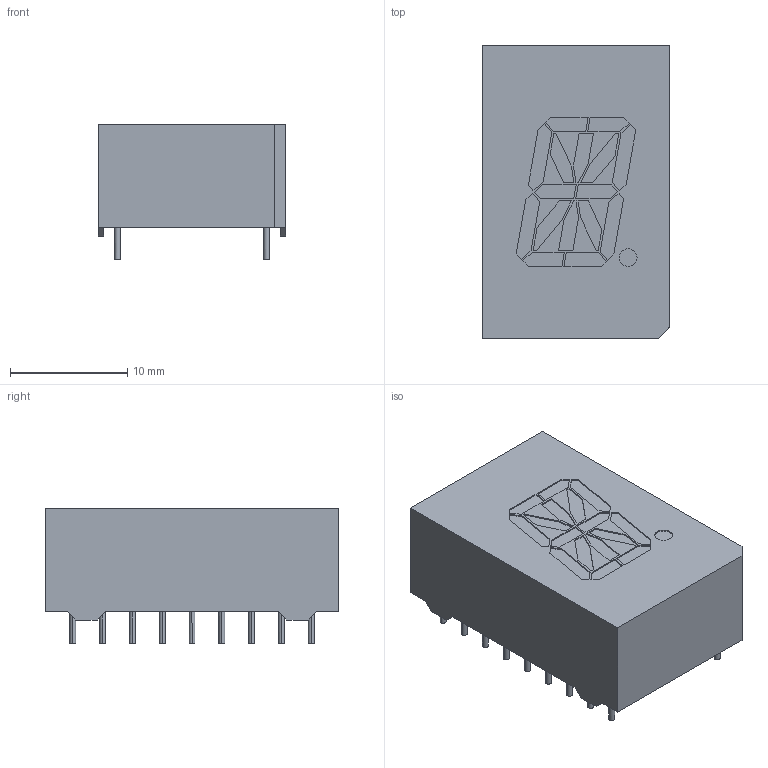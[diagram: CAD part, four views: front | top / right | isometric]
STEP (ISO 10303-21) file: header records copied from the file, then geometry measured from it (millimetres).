
FILE_DESCRIPTION (( 'STEP AP214' ), '1' );
FILE_NAME ('62BD7AFB-E723-459F-9391-9A676ED8A8EA.STEP', '2009-01-20T17:43:57', ( 'sysAdmin' ), ( 'SolidWorks' ), 'SwSTEP 2.0', 'SolidWorks 2009', '' );
FILE_SCHEMA (( 'AUTOMOTIVE_DESIGN' ));
Length unit declared in the file: millimetre
Products named in the file (1): 62BD7AFB-E723-459F-9391-9A676ED8A8EA
Bounding box: 16 x 25 x 11.5 mm (x, y, z)
Volume: 3080.3 mm3; surface area: 1693.9 mm2
Topology: 1 solids, 1 shells, 191 faces, 462 edges, 308 vertices
Faces by surface type: plane 152, cylinder 38, bspline 1
Entity records: 6248 total; most frequent: CARTESIAN_POINT 1468, ORIENTED_EDGE 924, DIRECTION 843, EDGE_CURVE 462, VECTOR 381, LINE 381, VERTEX_POINT 308, AXIS2_PLACEMENT_3D 231
